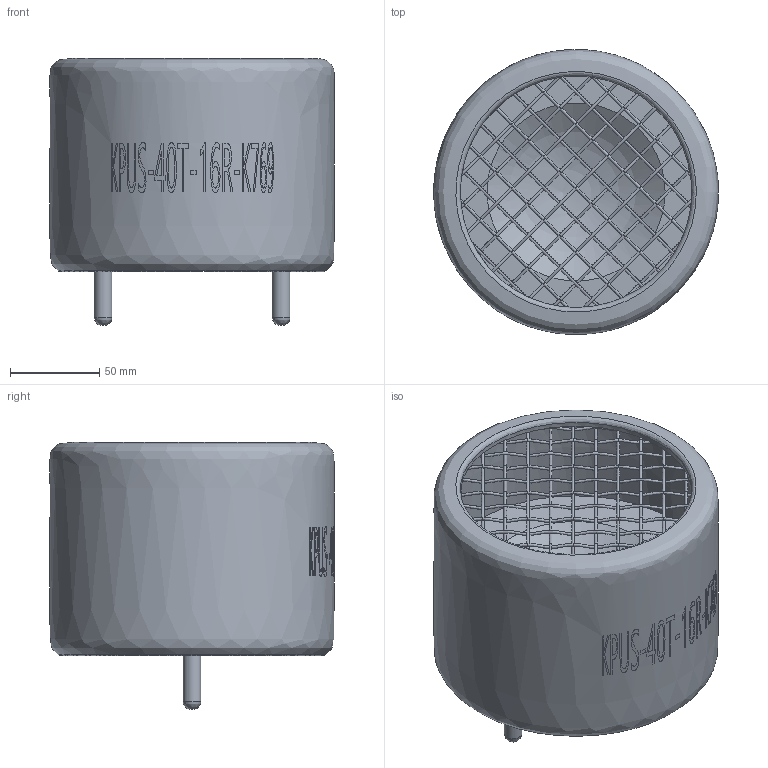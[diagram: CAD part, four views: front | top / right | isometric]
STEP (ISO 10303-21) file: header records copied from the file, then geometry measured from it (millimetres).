
FILE_DESCRIPTION(/* description */ (''),/* implementation_level */ '2;1');
FILE_NAME(/* name */ 'KPUS-4~1',/* time_stamp */ '2022-02-12T13:02:59+01:00',/* author */ (''),/* organization */ (''),/* preprocessor_version */ 'ST-DEVELOPER v16.5',/* originating_system */ '',/* authorisation */ '');
FILE_SCHEMA (('AUTOMOTIVE_DESIGN'));
Length unit declared in the file: centimetre
Products named in the file (1): Document
Bounding box: 159.92 x 160 x 149.99 mm (x, y, z)
Volume: 4905.7 mm3; surface area: 192007.7 mm2
Topology: 22 solids, 51 shells, 218 faces, 570 edges, 427 vertices
Faces by surface type: bspline 160, cylinder 48, plane 10
Full cylindrical faces by diameter (mm): 10 x2, 130 x1
Entity records: 39722 total; most frequent: CARTESIAN_POINT 36546, ORIENTED_EDGE 885, EDGE_CURVE 570, VERTEX_POINT 427, EDGE_LOOP 244, ADVANCED_FACE 218, FACE_OUTER_BOUND 218, B_SPLINE_CURVE_WITH_KNOTS 214
